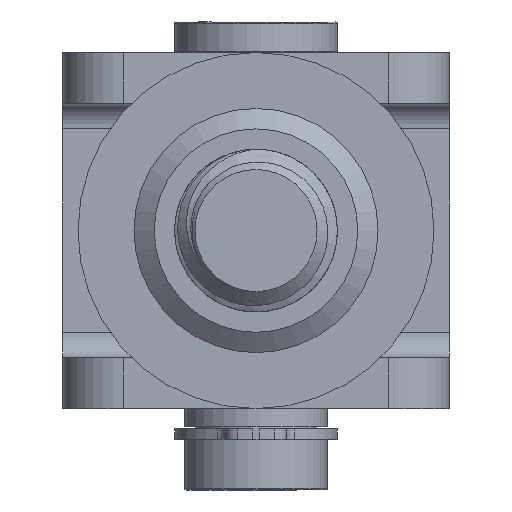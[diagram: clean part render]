
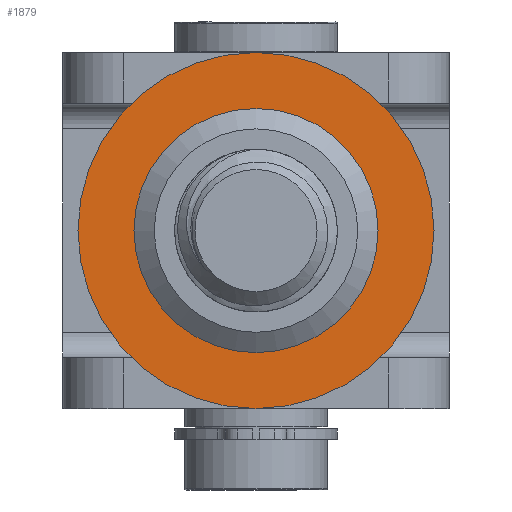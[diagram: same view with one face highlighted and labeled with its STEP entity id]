
A CAD part, front view. The second image highlights one B-rep face of the part: STEP entity #1879.
In plain terms, the highlighted face is planar.
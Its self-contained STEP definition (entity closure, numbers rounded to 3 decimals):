
#168=FACE_BOUND('',#458,.T.);
#210=PLANE('',#2229);
#324=FACE_OUTER_BOUND('',#457,.T.);
#457=EDGE_LOOP('',(#1715));
#458=EDGE_LOOP('',(#1716));
#755=CIRCLE('',#2223,10.25);
#758=CIRCLE('',#2227,17.5);
#921=VERTEX_POINT('',#6999);
#924=VERTEX_POINT('',#7007);
#1183=EDGE_CURVE('',#921,#921,#755,.T.);
#1188=EDGE_CURVE('',#924,#924,#758,.T.);
#1715=ORIENTED_EDGE('',*,*,#1188,.T.);
#1716=ORIENTED_EDGE('',*,*,#1183,.T.);
#1879=ADVANCED_FACE('',(#324,#168),#210,.F.);
#2223=AXIS2_PLACEMENT_3D('',#7000,#2739,#2740);
#2227=AXIS2_PLACEMENT_3D('',#7009,#2749,#2750);
#2229=AXIS2_PLACEMENT_3D('',#7011,#2753,#2754);
#2739=DIRECTION('center_axis',(0.,0.,1.));
#2740=DIRECTION('ref_axis',(-1.,0.,0.));
#2749=DIRECTION('center_axis',(0.,0.,-1.));
#2750=DIRECTION('ref_axis',(-1.,0.,0.));
#2753=DIRECTION('center_axis',(0.,0.,1.));
#2754=DIRECTION('ref_axis',(1.,0.,0.));
#6999=CARTESIAN_POINT('',(10.25,0.,0.));
#7000=CARTESIAN_POINT('Origin',(0.,0.,0.));
#7007=CARTESIAN_POINT('',(17.5,0.,0.));
#7009=CARTESIAN_POINT('Origin',(0.,0.,0.));
#7011=CARTESIAN_POINT('Origin',(0.,0.,
0.));
